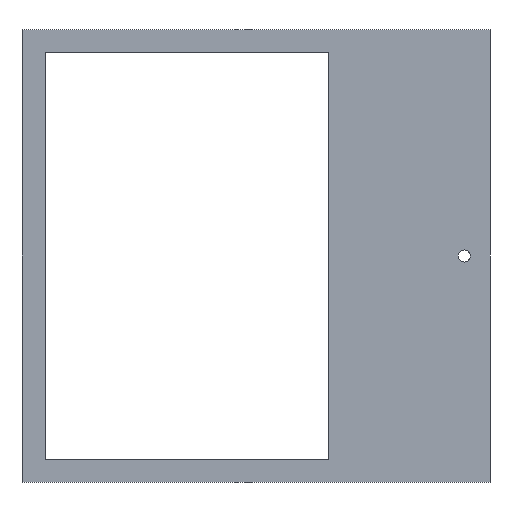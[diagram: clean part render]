
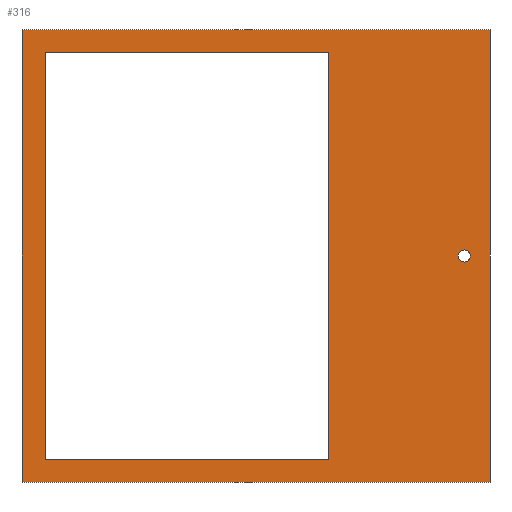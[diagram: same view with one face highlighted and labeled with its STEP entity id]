
A CAD part, front view. The second image highlights one B-rep face of the part: STEP entity #316.
In plain terms, the highlighted planar face has unit normal (0, -1, 0).
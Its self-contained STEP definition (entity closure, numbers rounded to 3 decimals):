
#17=FACE_BOUND('',#52,.T.);
#18=FACE_BOUND('',#53,.T.);
#20=CIRCLE('',#347,0.784);
#35=FACE_OUTER_BOUND('',#51,.T.);
#51=EDGE_LOOP('',(#279,#280,#281,#282));
#52=EDGE_LOOP('',(#283,#284,#285,#286));
#53=EDGE_LOOP('',(#287));
#59=LINE('',#447,#99);
#61=LINE('',#452,#101);
#74=LINE('',#481,#114);
#78=LINE('',#488,#118);
#87=LINE('',#506,#127);
#89=LINE('',#510,#129);
#91=LINE('',#514,#131);
#93=LINE('',#517,#133);
#99=VECTOR('',#368,10.);
#101=VECTOR('',#372,10.);
#114=VECTOR('',#397,10.);
#118=VECTOR('',#403,10.);
#127=VECTOR('',#418,10.);
#129=VECTOR('',#422,10.);
#131=VECTOR('',#426,10.);
#133=VECTOR('',#430,10.);
#138=VERTEX_POINT('',#444);
#139=VERTEX_POINT('',#446);
#140=VERTEX_POINT('',#450);
#141=VERTEX_POINT('',#451);
#149=VERTEX_POINT('',#473);
#158=VERTEX_POINT('',#503);
#159=VERTEX_POINT('',#505);
#160=VERTEX_POINT('',#509);
#161=VERTEX_POINT('',#513);
#167=EDGE_CURVE('',#139,#138,#59,.T.);
#169=EDGE_CURVE('',#140,#141,#61,.T.);
#181=EDGE_CURVE('',#149,#149,#20,.T.);
#184=EDGE_CURVE('',#138,#140,#74,.T.);
#188=EDGE_CURVE('',#141,#139,#78,.T.);
#197=EDGE_CURVE('',#158,#159,#87,.T.);
#199=EDGE_CURVE('',#159,#160,#89,.T.);
#201=EDGE_CURVE('',#161,#158,#91,.T.);
#203=EDGE_CURVE('',#160,#161,#93,.T.);
#279=ORIENTED_EDGE('',*,*,#203,.F.);
#280=ORIENTED_EDGE('',*,*,#199,.F.);
#281=ORIENTED_EDGE('',*,*,#197,.F.);
#282=ORIENTED_EDGE('',*,*,#201,.F.);
#283=ORIENTED_EDGE('',*,*,#169,.T.);
#284=ORIENTED_EDGE('',*,*,#188,.T.);
#285=ORIENTED_EDGE('',*,*,#167,.T.);
#286=ORIENTED_EDGE('',*,*,#184,.T.);
#287=ORIENTED_EDGE('',*,*,#181,.T.);
#301=PLANE('',#356);
#316=ADVANCED_FACE('',(#35,#17,#18),#301,.F.);
#347=AXIS2_PLACEMENT_3D('',#475,#391,#392);
#356=AXIS2_PLACEMENT_3D('',#518,#431,#432);
#368=DIRECTION('',(0.,0.,1.));
#372=DIRECTION('',(0.,0.,-1.));
#391=DIRECTION('center_axis',(0.,1.,0.));
#392=DIRECTION('ref_axis',(1.,0.,0.));
#397=DIRECTION('',(1.,0.,0.));
#403=DIRECTION('',(-1.,0.,0.));
#418=DIRECTION('',(0.,0.,-1.));
#422=DIRECTION('',(-1.,0.,0.));
#426=DIRECTION('',(1.,0.,0.));
#430=DIRECTION('',(0.,0.,1.));
#431=DIRECTION('center_axis',(0.,1.,0.));
#432=DIRECTION('ref_axis',(0.,0.,1.));
#444=CARTESIAN_POINT('',(-27.5,0.,26.5));
#446=CARTESIAN_POINT('',(-27.5,0.,-26.5));
#447=CARTESIAN_POINT('',(-27.5,0.,13.25));
#450=CARTESIAN_POINT('',(9.5,0.,26.5));
#451=CARTESIAN_POINT('',(9.5,0.,-26.5));
#452=CARTESIAN_POINT('',(9.5,0.,-13.25));
#473=CARTESIAN_POINT('',(26.367,0.,0.));
#475=CARTESIAN_POINT('Origin',(27.15,0.,0.));
#481=CARTESIAN_POINT('',(4.75,0.,26.5));
#488=CARTESIAN_POINT('',(-13.75,0.,-26.5));
#503=CARTESIAN_POINT('',(30.5,0.,29.5));
#505=CARTESIAN_POINT('',(30.5,0.,-29.5));
#506=CARTESIAN_POINT('',(30.5,0.,29.5));
#509=CARTESIAN_POINT('',(-30.5,0.,-29.5));
#510=CARTESIAN_POINT('',(30.5,0.,-29.5));
#513=CARTESIAN_POINT('',(-30.5,0.,29.5));
#514=CARTESIAN_POINT('',(-30.5,0.,29.5));
#517=CARTESIAN_POINT('',(-30.5,0.,-29.5));
#518=CARTESIAN_POINT('Origin',(0.,0.,0.));
